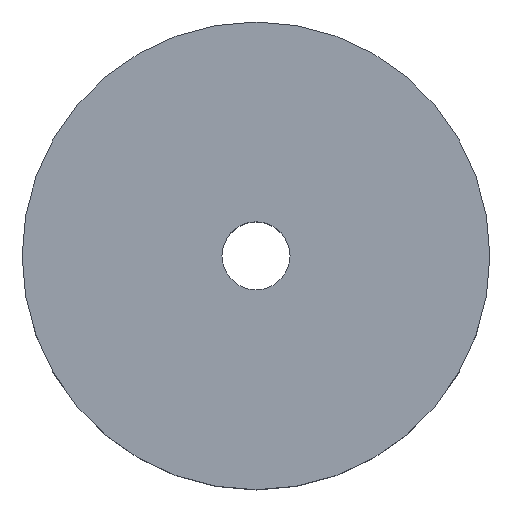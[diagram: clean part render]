
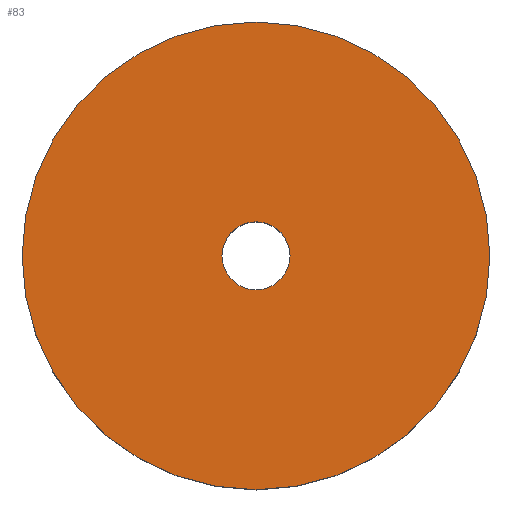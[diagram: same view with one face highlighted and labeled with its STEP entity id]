
A CAD part, top view. The second image highlights one B-rep face of the part: STEP entity #83.
In plain terms, the highlighted planar face has unit normal (0, 0, 1).
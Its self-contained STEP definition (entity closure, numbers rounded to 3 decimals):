
#5 = CIRCLE ( 'NONE', #322, 34.375 ) ;
#12 = CARTESIAN_POINT ( 'NONE',  ( -35., 0., 20. ) ) ;
#22 = CIRCLE ( 'NONE', #102, 5. ) ;
#48 = FACE_OUTER_BOUND ( 'NONE', #319, .T. ) ;
#49 = CARTESIAN_POINT ( 'NONE',  ( -0.625, 0., 20. ) ) ;
#50 = CARTESIAN_POINT ( 'NONE',  ( 33.751, 0., 20. ) ) ;
#62 = PLANE ( 'NONE',  #74 ) ;
#71 = ORIENTED_EDGE ( 'NONE', *, *, #303, .F. ) ;
#74 = AXIS2_PLACEMENT_3D ( 'NONE', #176, #244, #362 ) ;
#77 = ORIENTED_EDGE ( 'NONE', *, *, #92, .F. ) ;
#79 = FACE_BOUND ( 'NONE', #157, .T. ) ;
#83 = ADVANCED_FACE ( 'NONE', ( #79, #48 ), #62, .T. ) ;
#92 = EDGE_CURVE ( 'NONE', #231, #304, #280, .T. ) ;
#102 = AXIS2_PLACEMENT_3D ( 'NONE', #49, #163, #107 ) ;
#104 = DIRECTION ( 'NONE',  ( 0., 0., -1. ) ) ;
#107 = DIRECTION ( 'NONE',  ( -1., 0., 0. ) ) ;
#111 = CARTESIAN_POINT ( 'NONE',  ( -0.625, 0., 20. ) ) ;
#112 = DIRECTION ( 'NONE',  ( -1., 0., 0. ) ) ;
#119 = ORIENTED_EDGE ( 'NONE', *, *, #249, .T. ) ;
#129 = VERTEX_POINT ( 'NONE', #283 ) ;
#137 = DIRECTION ( 'NONE',  ( -1., 0., 0. ) ) ;
#143 = CARTESIAN_POINT ( 'NONE',  ( -0.625, 0., 20. ) ) ;
#151 = ORIENTED_EDGE ( 'NONE', *, *, #333, .T. ) ;
#157 = EDGE_LOOP ( 'NONE', ( #119, #151 ) ) ;
#163 = DIRECTION ( 'NONE',  ( 0., 0., -1. ) ) ;
#170 = DIRECTION ( 'NONE',  ( -1., 0., 0. ) ) ;
#176 = CARTESIAN_POINT ( 'NONE',  ( 0., 0., 20. ) ) ;
#179 = CIRCLE ( 'NONE', #342, 5. ) ;
#205 = VERTEX_POINT ( 'NONE', #348 ) ;
#224 = CARTESIAN_POINT ( 'NONE',  ( -0.625, 0., 20. ) ) ;
#231 = VERTEX_POINT ( 'NONE', #12 ) ;
#244 = DIRECTION ( 'NONE',  ( 0., 0., 1. ) ) ;
#249 = EDGE_CURVE ( 'NONE', #205, #129, #22, .T. ) ;
#278 = DIRECTION ( 'NONE',  ( 0., 0., -1. ) ) ;
#280 = CIRCLE ( 'NONE', #359, 34.375 ) ;
#283 = CARTESIAN_POINT ( 'NONE',  ( 4.375, 0., 20. ) ) ;
#303 = EDGE_CURVE ( 'NONE', #304, #231, #5, .T. ) ;
#304 = VERTEX_POINT ( 'NONE', #50 ) ;
#319 = EDGE_LOOP ( 'NONE', ( #77, #71 ) ) ;
#322 = AXIS2_PLACEMENT_3D ( 'NONE', #224, #278, #137 ) ;
#333 = EDGE_CURVE ( 'NONE', #129, #205, #179, .T. ) ;
#340 = DIRECTION ( 'NONE',  ( 0., 0., -1. ) ) ;
#342 = AXIS2_PLACEMENT_3D ( 'NONE', #111, #340, #170 ) ;
#348 = CARTESIAN_POINT ( 'NONE',  ( -5.625, 0., 20. ) ) ;
#359 = AXIS2_PLACEMENT_3D ( 'NONE', #143, #104, #112 ) ;
#362 = DIRECTION ( 'NONE',  ( 1., 0., 0. ) ) ;
